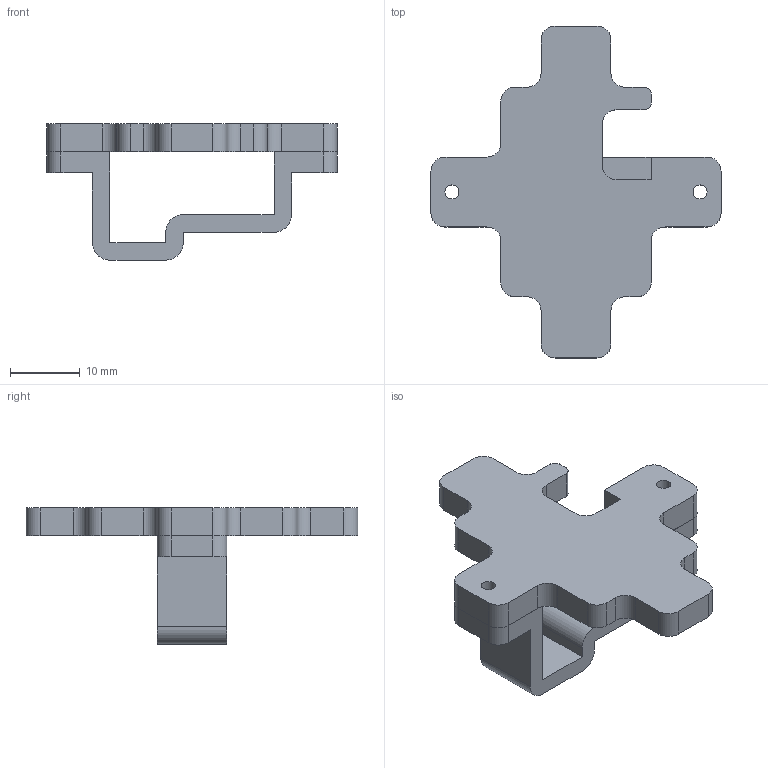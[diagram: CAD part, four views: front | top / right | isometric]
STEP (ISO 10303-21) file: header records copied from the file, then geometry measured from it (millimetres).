
FILE_DESCRIPTION(/* description */ (''),/* implementation_level */ '2;1');
FILE_NAME(/* name */ '5v holder suitcase.step',/* time_stamp */ '2021-07-08T08:34:19+02:00',/* author */ (''),/* organization */ (''),/* preprocessor_version */ 'ST-DEVELOPER v18.1',/* originating_system */ 'Autodesk Translation Framework v10.9.0.1377',/* authorisation */ '');
FILE_SCHEMA (('AUTOMOTIVE_DESIGN { 1 0 10303 214 3 1 1 }'));
Length unit declared in the file: millimetre
Products named in the file (1): 5v holder suitcase
Bounding box: 41.5 x 47.5 x 19.5 mm (x, y, z)
Volume: 5420.5 mm3; surface area: 4363 mm2
Topology: 2 solids, 2 shells, 78 faces, 222 edges, 148 vertices
Faces by surface type: plane 44, cylinder 34
Full cylindrical faces by diameter (mm): 2 x2, 2.7 x2
Entity records: 2602 total; most frequent: CARTESIAN_POINT 449, DIRECTION 448, ORIENTED_EDGE 444, EDGE_CURVE 222, LINE 154, VECTOR 154, VERTEX_POINT 148, AXIS2_PLACEMENT_3D 147
